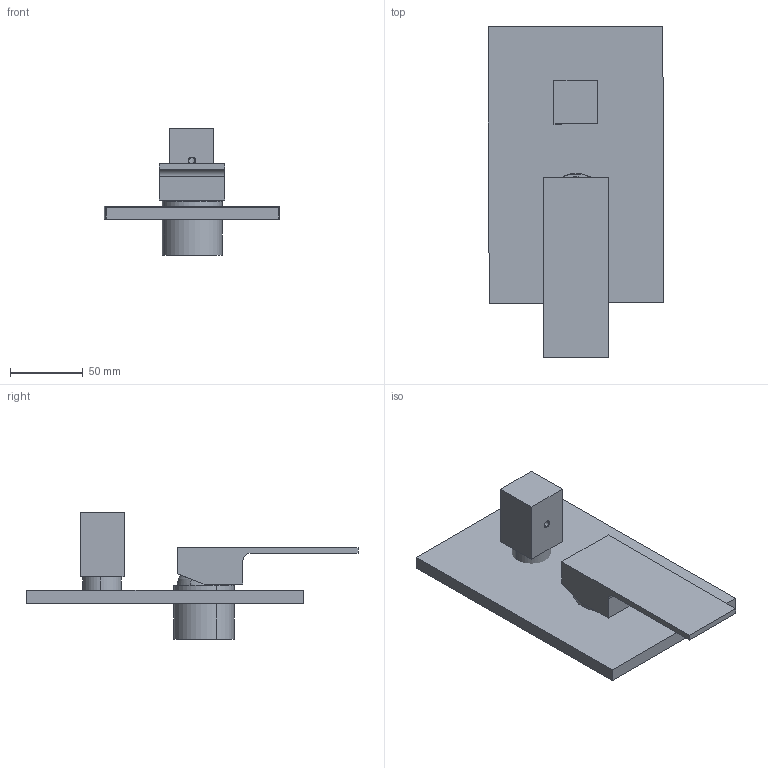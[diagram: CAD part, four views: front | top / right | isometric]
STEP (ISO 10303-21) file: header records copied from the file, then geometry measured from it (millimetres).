
FILE_DESCRIPTION (( 'STEP AP214' ), '1' );
FILE_NAME ('20185.STEP', '2024-02-08T14:08:36', ( '' ), ( '' ), 'SwSTEP 2.0', 'SolidWorks 2018', '' );
FILE_SCHEMA (( 'AUTOMOTIVE_DESIGN' ));
Length unit declared in the file: millimetre
Products named in the file (7): 0100918705; 20185; piastra 20187; cappuccio minimalista; leva H uno incasso; contenitore cart. diam.35; 873
Assembly tree (6 placements, depth 2):
  20185
    piastra 20187
    contenitore cart. diam.35
    cappuccio minimalista
    0100918705
    873
    leva H uno incasso
Bounding box: 120.8 x 228 x 87 mm (x, y, z)
Volume: 136321.8 mm3; surface area: 96664 mm2
Topology: 6 solids, 6 shells, 85 faces, 189 edges, 123 vertices
Faces by surface type: plane 52, cylinder 25, cone 4, bspline 2, torus 2
Entity records: 2755 total; most frequent: CARTESIAN_POINT 490, DIRECTION 425, ORIENTED_EDGE 374, EDGE_CURVE 187, AXIS2_PLACEMENT_3D 150, LINE 125, VECTOR 125, VERTEX_POINT 123
